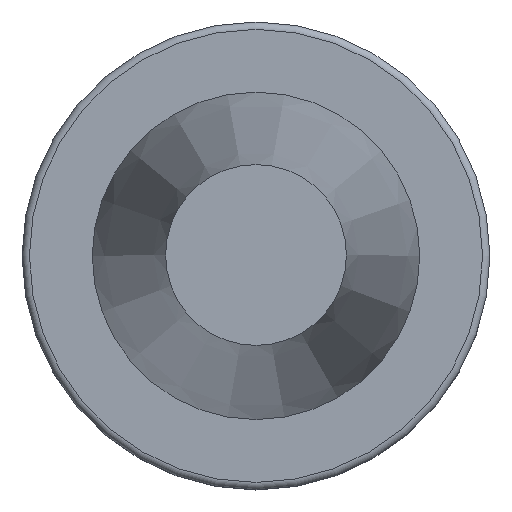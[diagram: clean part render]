
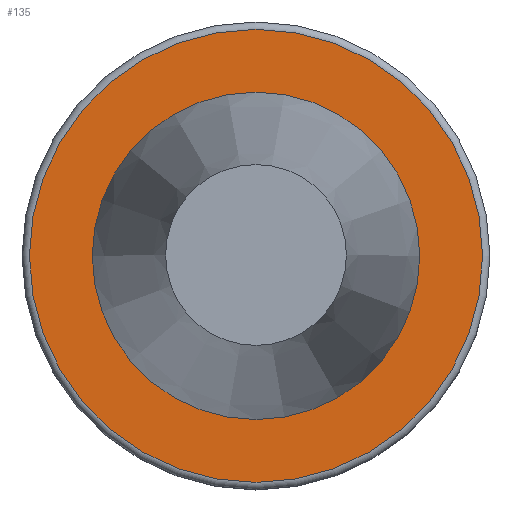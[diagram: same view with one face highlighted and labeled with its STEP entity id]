
A CAD part, top view. The second image highlights one B-rep face of the part: STEP entity #135.
In plain terms, the highlighted planar face has unit normal (0, 0, 1).
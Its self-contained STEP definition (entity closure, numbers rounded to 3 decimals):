
#66=FACE_BOUND('',#188,.T.);
#67=FACE_BOUND('',#189,.T.);
#135=ADVANCED_FACE('',(#66,#67),#169,.T.);
#169=PLANE('',#444);
#188=EDGE_LOOP('',(#260));
#189=EDGE_LOOP('',(#261));
#260=ORIENTED_EDGE('',*,*,#365,.T.);
#261=ORIENTED_EDGE('',*,*,#364,.F.);
#328=VERTEX_POINT('',#668);
#329=VERTEX_POINT('',#671);
#364=EDGE_CURVE('',#328,#328,#400,.T.);
#365=EDGE_CURVE('',#329,#329,#401,.T.);
#400=CIRCLE('',#441,21.925);
#401=CIRCLE('',#443,30.75);
#441=AXIS2_PLACEMENT_3D('',#667,#524,#525);
#443=AXIS2_PLACEMENT_3D('',#670,#528,#529);
#444=AXIS2_PLACEMENT_3D('',#672,#530,#531);
#524=DIRECTION('',(0.0,0.0,1.0));
#525=DIRECTION('',(1.0,0.0,0.0));
#528=DIRECTION('',(0.0,0.0,1.0));
#529=DIRECTION('',(1.0,0.0,0.0));
#530=DIRECTION('',(0.0,0.0,1.0));
#531=DIRECTION('',(1.0,0.0,0.0));
#667=CARTESIAN_POINT('',(0.0,0.0,-1.0));
#668=CARTESIAN_POINT('',(21.925,0.0,-1.0));
#670=CARTESIAN_POINT('',(0.0,0.0,-1.0));
#671=CARTESIAN_POINT('',(30.75,0.0,-1.0));
#672=CARTESIAN_POINT('',(0.0,21.925,-1.0));
